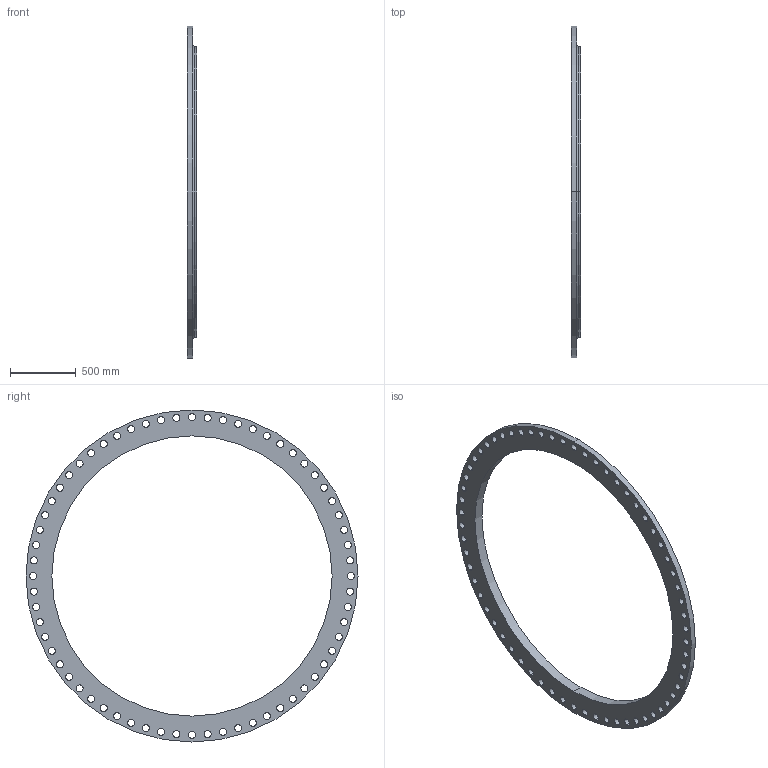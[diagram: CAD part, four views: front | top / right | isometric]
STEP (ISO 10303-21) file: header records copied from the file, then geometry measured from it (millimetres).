
FILE_DESCRIPTION (( 'STEP AP203' ), '1' );
FILE_NAME ('84_125LW_B161_FF_SOF.STEP', '2024-01-12T04:29:55', ( '' ), ( '' ), 'SwSTEP 2.0', 'SolidWorks 2023', '' );
FILE_SCHEMA (( 'CONFIG_CONTROL_DESIGN' ));
Length unit declared in the file: inch
Products named in the file (1): 84_125LW_B161_FF_SOF
Bounding box: 76.2 x 2533.65 x 2533.65 mm (x, y, z)
Volume: 67355691.3 mm3; surface area: 4139843.5 mm2
Topology: 1 solids, 1 shells, 139 faces, 406 edges, 270 vertices
Faces by surface type: cylinder 134, plane 3, torus 2
Entity records: 5115 total; most frequent: DIRECTION 958, CARTESIAN_POINT 816, ORIENTED_EDGE 812, AXIS2_PLACEMENT_3D 412, EDGE_CURVE 406, CIRCLE 272, VERTEX_POINT 270, EDGE_LOOP 270
